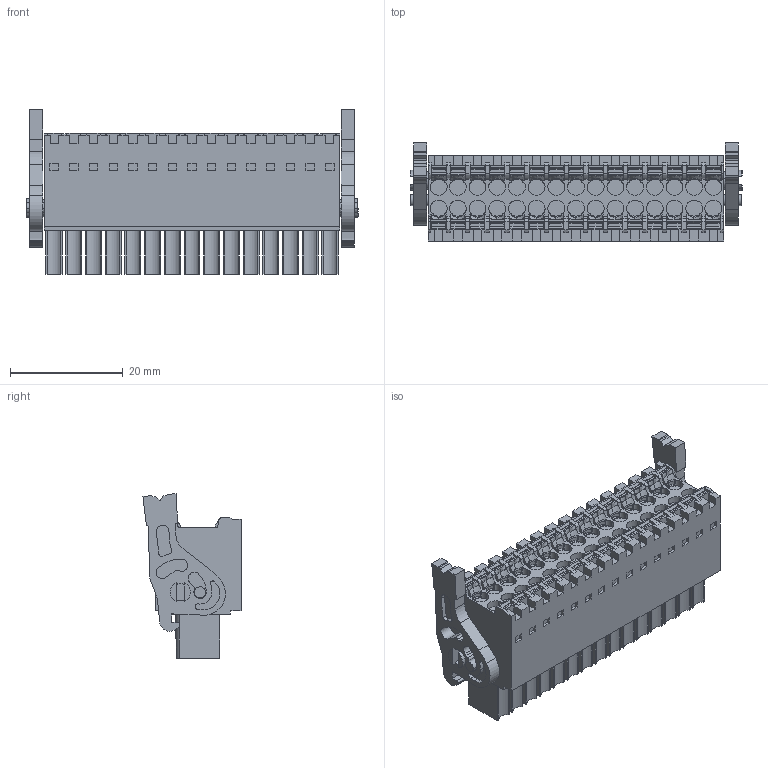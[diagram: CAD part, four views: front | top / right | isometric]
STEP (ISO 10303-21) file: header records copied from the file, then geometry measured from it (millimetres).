
FILE_DESCRIPTION(('CATIA V5 STEP','CAx-IF Rec.Pracs.--- Model Styling and Organization---1.4--- 2014-01-23'),'2;1');
FILE_NAME ('D1450500_1', '2023-08-22T06:49:00+00:00', ('none'), ('Weidmueller'), 'CATIA Version 5-6 Release 2016 SP3 HF44', 'CATIA V5 STEP AP214', 'none');
FILE_SCHEMA(('AUTOMOTIVE_DESIGN { 1 0 10303 214 1 1 1 1 }'));
Products named in the file (1): 1278180000
Bounding box: 59 x 17.45 x 29.28 mm (x, y, z)
Volume: 15317.6 mm3; surface area: 10480.2 mm2
Topology: 33 solids, 33 shells, 2181 faces, 6325 edges, 4297 vertices
Faces by surface type: plane 1377, cylinder 308, extrusion 197, torus 179, cone 60, bspline 60
Entity records: 75041 total; most frequent: CARTESIAN_POINT 23346, ORIENTED_EDGE 12650, DIRECTION 7343, EDGE_CURVE 6325, VECTOR 4606, LINE 4409, VERTEX_POINT 4297, EDGE_LOOP 2280
